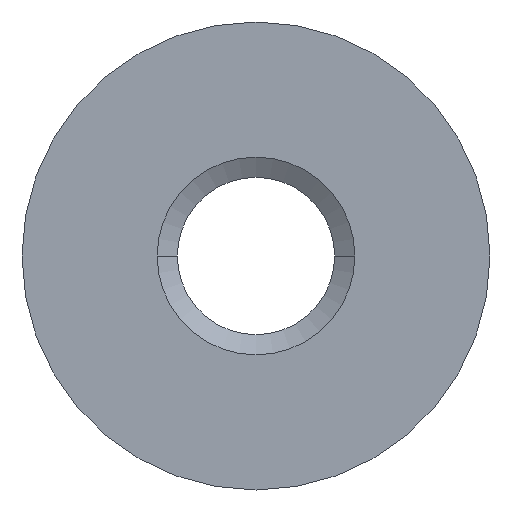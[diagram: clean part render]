
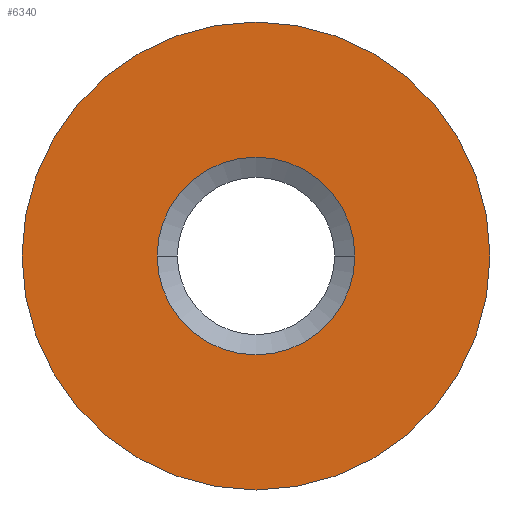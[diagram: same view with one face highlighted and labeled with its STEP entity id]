
A CAD part, front view. The second image highlights one B-rep face of the part: STEP entity #6340.
In plain terms, the highlighted face is planar.
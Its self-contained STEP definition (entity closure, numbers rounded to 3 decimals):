
#5990=CARTESIAN_POINT('',(-0.8,0.,2.75));
#6000=DIRECTION('',(1.,0.,-0.));
#6010=DIRECTION('',(0.,0.,1.));
#6020=AXIS2_PLACEMENT_3D('',#5990,#6000,#6010);
#6030=PLANE('',#6020);
#6040=CARTESIAN_POINT('',(-0.8,0.,0.));
#6050=DIRECTION('',(-1.,0.,0.));
#6060=DIRECTION('',(0.,0.,1.));
#6070=AXIS2_PLACEMENT_3D('',#6040,#6050,#6060);
#6080=CIRCLE('',#6070,7.1);
#6090=CARTESIAN_POINT('',(-0.8,0.,7.1));
#6100=VERTEX_POINT('',#6090);
#6110=CARTESIAN_POINT('',(-0.8,0.,-7.1)
);
#6120=VERTEX_POINT('',#6110);
#6130=EDGE_CURVE('',#6100,#6120,#6080,.T.);
#6140=ORIENTED_EDGE('',*,*,#6130,.T.);
#6150=EDGE_CURVE('',#6120,#6100,#6080,.T.);
#6160=ORIENTED_EDGE('',*,*,#6150,.T.);
#6170=EDGE_LOOP('',(#6160,#6140));
#6180=FACE_OUTER_BOUND('',#6170,.T.);
#6190=CARTESIAN_POINT('',(-0.8,0.,
0.));
#6200=DIRECTION('',(-1.,0.,0.));
#6210=DIRECTION('',(0.,1.,0.));
#6220=AXIS2_PLACEMENT_3D('',#6190,#6200,#6210);
#6230=CIRCLE('',#6220,3.);
#6240=CARTESIAN_POINT('',(-0.8,-3.,0.))
;
#6250=VERTEX_POINT('',#6240);
#6260=CARTESIAN_POINT('',(-0.8,3.,0.));
#6270=VERTEX_POINT('',#6260);
#6280=EDGE_CURVE('',#6250,#6270,#6230,.T.);
#6290=ORIENTED_EDGE('',*,*,#6280,.F.);
#6300=EDGE_CURVE('',#6270,#6250,#6230,.T.);
#6310=ORIENTED_EDGE('',*,*,#6300,.F.);
#6320=EDGE_LOOP('',(#6310,#6290));
#6330=FACE_BOUND('',#6320,.T.);
#6340=ADVANCED_FACE('',(#6180,#6330),#6030,.F.);
